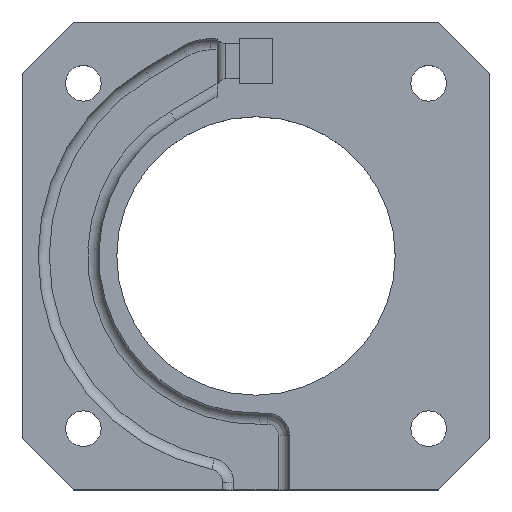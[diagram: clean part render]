
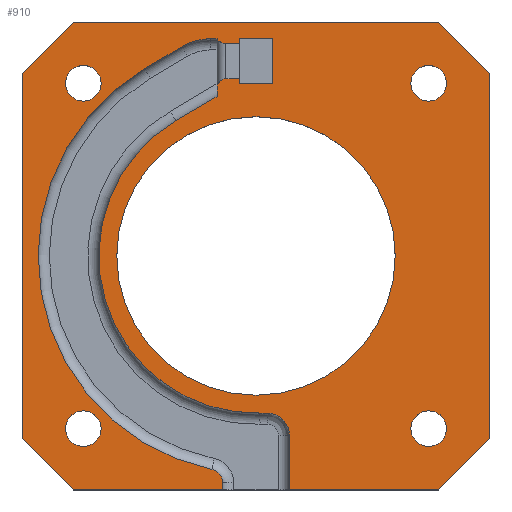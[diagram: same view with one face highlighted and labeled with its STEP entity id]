
A CAD part, top view. The second image highlights one B-rep face of the part: STEP entity #910.
In plain terms, the highlighted planar face has unit normal (0, 0, 1).
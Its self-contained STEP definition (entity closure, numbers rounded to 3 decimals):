
#15=FACE_BOUND('',#127,.T.);
#16=FACE_BOUND('',#128,.T.);
#17=FACE_BOUND('',#129,.T.);
#18=FACE_BOUND('',#130,.T.);
#19=FACE_BOUND('',#131,.T.);
#29=PLANE('',#1004);
#76=FACE_OUTER_BOUND('',#126,.T.);
#126=EDGE_LOOP('',(#689,#690,#691,#692,#693,#694,#695,#696,#697,#698,#699,
#700,#701,#702,#703,#704,#705,#706,#707,#708,#709,#710,#711,#712,#713,#714,
#715,#716,#717,#718));
#127=EDGE_LOOP('',(#719));
#128=EDGE_LOOP('',(#720));
#129=EDGE_LOOP('',(#721));
#130=EDGE_LOOP('',(#722));
#131=EDGE_LOOP('',(#723));
#189=CIRCLE('',#997,1.2);
#190=CIRCLE('',#999,19.558);
#191=CIRCLE('',#1002,5.);
#192=CIRCLE('',#1005,0.8);
#193=CIRCLE('',#1006,0.8);
#194=CIRCLE('',#1007,14.1);
#195=CIRCLE('',#1008,2.);
#196=CIRCLE('',#1009,1.6);
#197=CIRCLE('',#1010,1.6);
#198=CIRCLE('',#1011,1.6);
#199=CIRCLE('',#1012,1.6);
#200=CIRCLE('',#1013,12.5);
#222=LINE('',#1423,#312);
#227=LINE('',#1436,#317);
#231=LINE('',#1446,#321);
#232=LINE('',#1451,#322);
#233=LINE('',#1453,#323);
#234=LINE('',#1455,#324);
#235=LINE('',#1457,#325);
#236=LINE('',#1459,#326);
#237=LINE('',#1461,#327);
#238=LINE('',#1463,#328);
#239=LINE('',#1467,#329);
#240=LINE('',#1469,#330);
#241=LINE('',#1473,#331);
#242=LINE('',#1477,#332);
#243=LINE('',#1479,#333);
#244=LINE('',#1481,#334);
#245=LINE('',#1483,#335);
#246=LINE('',#1485,#336);
#247=LINE('',#1487,#337);
#248=LINE('',#1489,#338);
#249=LINE('',#1491,#339);
#250=LINE('',#1493,#340);
#251=LINE('',#1494,#341);
#312=VECTOR('',#1137,10.);
#317=VECTOR('',#1152,10.);
#321=VECTOR('',#1162,10.);
#322=VECTOR('',#1167,10.);
#323=VECTOR('',#1168,10.);
#324=VECTOR('',#1169,10.);
#325=VECTOR('',#1170,10.);
#326=VECTOR('',#1171,10.);
#327=VECTOR('',#1172,10.);
#328=VECTOR('',#1173,10.);
#329=VECTOR('',#1176,10.);
#330=VECTOR('',#1177,10.);
#331=VECTOR('',#1180,10.);
#332=VECTOR('',#1183,10.);
#333=VECTOR('',#1184,10.);
#334=VECTOR('',#1185,10.);
#335=VECTOR('',#1186,10.);
#336=VECTOR('',#1187,10.);
#337=VECTOR('',#1188,10.);
#338=VECTOR('',#1189,10.);
#339=VECTOR('',#1190,10.);
#340=VECTOR('',#1191,10.);
#341=VECTOR('',#1192,10.);
#415=VERTEX_POINT('',#1420);
#416=VERTEX_POINT('',#1422);
#417=VERTEX_POINT('',#1426);
#418=VERTEX_POINT('',#1430);
#419=VERTEX_POINT('',#1434);
#420=VERTEX_POINT('',#1438);
#422=VERTEX_POINT('',#1444);
#423=VERTEX_POINT('',#1448);
#424=VERTEX_POINT('',#1450);
#425=VERTEX_POINT('',#1452);
#426=VERTEX_POINT('',#1454);
#427=VERTEX_POINT('',#1456);
#428=VERTEX_POINT('',#1458);
#429=VERTEX_POINT('',#1460);
#430=VERTEX_POINT('',#1462);
#431=VERTEX_POINT('',#1464);
#432=VERTEX_POINT('',#1466);
#433=VERTEX_POINT('',#1468);
#434=VERTEX_POINT('',#1470);
#435=VERTEX_POINT('',#1472);
#436=VERTEX_POINT('',#1474);
#437=VERTEX_POINT('',#1476);
#438=VERTEX_POINT('',#1478);
#439=VERTEX_POINT('',#1480);
#440=VERTEX_POINT('',#1482);
#441=VERTEX_POINT('',#1484);
#442=VERTEX_POINT('',#1486);
#443=VERTEX_POINT('',#1488);
#444=VERTEX_POINT('',#1490);
#445=VERTEX_POINT('',#1492);
#446=VERTEX_POINT('',#1495);
#447=VERTEX_POINT('',#1497);
#448=VERTEX_POINT('',#1499);
#449=VERTEX_POINT('',#1501);
#450=VERTEX_POINT('',#1503);
#512=EDGE_CURVE('',#416,#415,#222,.T.);
#515=EDGE_CURVE('',#417,#415,#189,.T.);
#517=EDGE_CURVE('',#417,#418,#190,.T.);
#519=EDGE_CURVE('',#418,#419,#227,.T.);
#521=EDGE_CURVE('',#420,#419,#191,.T.);
#524=EDGE_CURVE('',#420,#422,#231,.T.);
#525=EDGE_CURVE('',#423,#422,#192,.T.);
#526=EDGE_CURVE('',#423,#424,#232,.T.);
#527=EDGE_CURVE('',#424,#425,#233,.T.);
#528=EDGE_CURVE('',#425,#426,#234,.T.);
#529=EDGE_CURVE('',#426,#427,#235,.T.);
#530=EDGE_CURVE('',#427,#428,#236,.T.);
#531=EDGE_CURVE('',#428,#429,#237,.T.);
#532=EDGE_CURVE('',#429,#430,#238,.T.);
#533=EDGE_CURVE('',#431,#430,#193,.T.);
#534=EDGE_CURVE('',#431,#432,#239,.T.);
#535=EDGE_CURVE('',#432,#433,#240,.T.);
#536=EDGE_CURVE('',#433,#434,#194,.T.);
#537=EDGE_CURVE('',#434,#435,#241,.T.);
#538=EDGE_CURVE('',#436,#435,#195,.T.);
#539=EDGE_CURVE('',#436,#437,#242,.T.);
#540=EDGE_CURVE('',#437,#438,#243,.T.);
#541=EDGE_CURVE('',#439,#438,#244,.T.);
#542=EDGE_CURVE('',#439,#440,#245,.T.);
#543=EDGE_CURVE('',#441,#440,#246,.T.);
#544=EDGE_CURVE('',#441,#442,#247,.T.);
#545=EDGE_CURVE('',#443,#442,#248,.T.);
#546=EDGE_CURVE('',#443,#444,#249,.T.);
#547=EDGE_CURVE('',#445,#444,#250,.T.);
#548=EDGE_CURVE('',#445,#416,#251,.T.);
#549=EDGE_CURVE('',#446,#446,#196,.T.);
#550=EDGE_CURVE('',#447,#447,#197,.T.);
#551=EDGE_CURVE('',#448,#448,#198,.T.);
#552=EDGE_CURVE('',#449,#449,#199,.T.);
#553=EDGE_CURVE('',#450,#450,#200,.T.);
#689=ORIENTED_EDGE('',*,*,#515,.F.);
#690=ORIENTED_EDGE('',*,*,#517,.T.);
#691=ORIENTED_EDGE('',*,*,#519,.T.);
#692=ORIENTED_EDGE('',*,*,#521,.F.);
#693=ORIENTED_EDGE('',*,*,#524,.T.);
#694=ORIENTED_EDGE('',*,*,#525,.F.);
#695=ORIENTED_EDGE('',*,*,#526,.T.);
#696=ORIENTED_EDGE('',*,*,#527,.T.);
#697=ORIENTED_EDGE('',*,*,#528,.T.);
#698=ORIENTED_EDGE('',*,*,#529,.T.);
#699=ORIENTED_EDGE('',*,*,#530,.T.);
#700=ORIENTED_EDGE('',*,*,#531,.T.);
#701=ORIENTED_EDGE('',*,*,#532,.T.);
#702=ORIENTED_EDGE('',*,*,#533,.F.);
#703=ORIENTED_EDGE('',*,*,#534,.T.);
#704=ORIENTED_EDGE('',*,*,#535,.T.);
#705=ORIENTED_EDGE('',*,*,#536,.T.);
#706=ORIENTED_EDGE('',*,*,#537,.T.);
#707=ORIENTED_EDGE('',*,*,#538,.F.);
#708=ORIENTED_EDGE('',*,*,#539,.T.);
#709=ORIENTED_EDGE('',*,*,#540,.T.);
#710=ORIENTED_EDGE('',*,*,#541,.F.);
#711=ORIENTED_EDGE('',*,*,#542,.T.);
#712=ORIENTED_EDGE('',*,*,#543,.F.);
#713=ORIENTED_EDGE('',*,*,#544,.T.);
#714=ORIENTED_EDGE('',*,*,#545,.F.);
#715=ORIENTED_EDGE('',*,*,#546,.T.);
#716=ORIENTED_EDGE('',*,*,#547,.F.);
#717=ORIENTED_EDGE('',*,*,#548,.T.);
#718=ORIENTED_EDGE('',*,*,#512,.T.);
#719=ORIENTED_EDGE('',*,*,#549,.T.);
#720=ORIENTED_EDGE('',*,*,#550,.T.);
#721=ORIENTED_EDGE('',*,*,#551,.T.);
#722=ORIENTED_EDGE('',*,*,#552,.T.);
#723=ORIENTED_EDGE('',*,*,#553,.T.);
#910=ADVANCED_FACE('',(#76,#15,#16,#17,#18,#19),#29,.T.);
#997=AXIS2_PLACEMENT_3D('',#1428,#1142,#1143);
#999=AXIS2_PLACEMENT_3D('',#1432,#1147,#1148);
#1002=AXIS2_PLACEMENT_3D('',#1440,#1156,#1157);
#1004=AXIS2_PLACEMENT_3D('',#1447,#1163,#1164);
#1005=AXIS2_PLACEMENT_3D('',#1449,#1165,#1166);
#1006=AXIS2_PLACEMENT_3D('',#1465,#1174,#1175);
#1007=AXIS2_PLACEMENT_3D('',#1471,#1178,#1179);
#1008=AXIS2_PLACEMENT_3D('',#1475,#1181,#1182);
#1009=AXIS2_PLACEMENT_3D('',#1496,#1193,#1194);
#1010=AXIS2_PLACEMENT_3D('',#1498,#1195,#1196);
#1011=AXIS2_PLACEMENT_3D('',#1500,#1197,#1198);
#1012=AXIS2_PLACEMENT_3D('',#1502,#1199,#1200);
#1013=AXIS2_PLACEMENT_3D('',#1504,#1201,#1202);
#1137=DIRECTION('',(0.,1.,0.));
#1142=DIRECTION('center_axis',(0.,0.,-1.));
#1143=DIRECTION('ref_axis',(0.775,0.632,0.));
#1147=DIRECTION('center_axis',(0.,0.,-1.));
#1148=DIRECTION('ref_axis',(1.,0.,0.));
#1152=DIRECTION('',(0.86,0.51,0.));
#1156=DIRECTION('center_axis',(0.,0.,1.));
#1157=DIRECTION('ref_axis',(-0.265,0.964,0.));
#1162=DIRECTION('',(1.,0.,0.));
#1163=DIRECTION('center_axis',(0.,0.,1.));
#1164=DIRECTION('ref_axis',(1.,0.,0.));
#1165=DIRECTION('center_axis',(0.,0.,-1.));
#1166=DIRECTION('ref_axis',(-0.866,-0.5,0.));
#1167=DIRECTION('',(1.,0.,0.));
#1168=DIRECTION('',(0.,1.,0.));
#1169=DIRECTION('',(1.,0.,0.));
#1170=DIRECTION('',(0.,-1.,0.));
#1171=DIRECTION('',(-1.,0.,0.));
#1172=DIRECTION('',(0.,1.,0.));
#1173=DIRECTION('',(-1.,0.,0.));
#1174=DIRECTION('center_axis',(0.,0.,-1.));
#1175=DIRECTION('ref_axis',(-0.707,0.707,0.));
#1176=DIRECTION('',(0.,-1.,0.));
#1177=DIRECTION('',(-0.86,-0.51,0.));
#1178=DIRECTION('center_axis',(0.,0.,1.));
#1179=DIRECTION('ref_axis',(-1.,0.,0.));
#1180=DIRECTION('',(1.,0.,0.));
#1181=DIRECTION('center_axis',(0.,0.,1.));
#1182=DIRECTION('ref_axis',(0.707,0.707,0.));
#1183=DIRECTION('',(0.,-1.,0.));
#1184=DIRECTION('',(1.,0.,0.));
#1185=DIRECTION('',(-0.707,-0.707,0.));
#1186=DIRECTION('',(0.,1.,0.));
#1187=DIRECTION('',(0.707,-0.707,0.));
#1188=DIRECTION('',(-1.,0.,0.));
#1189=DIRECTION('',(0.707,0.707,0.));
#1190=DIRECTION('',(0.,-1.,0.));
#1191=DIRECTION('',(-0.707,0.707,0.));
#1192=DIRECTION('',(1.,0.,0.));
#1193=DIRECTION('center_axis',(0.,0.,-1.));
#1194=DIRECTION('ref_axis',(-1.,0.,0.));
#1195=DIRECTION('center_axis',(0.,0.,-1.));
#1196=DIRECTION('ref_axis',(-1.,0.,0.));
#1197=DIRECTION('center_axis',(0.,0.,-1.));
#1198=DIRECTION('ref_axis',(-1.,0.,0.));
#1199=DIRECTION('center_axis',(0.,0.,-1.));
#1200=DIRECTION('ref_axis',(-1.,0.,0.));
#1201=DIRECTION('center_axis',(0.,0.,-1.));
#1202=DIRECTION('ref_axis',(-1.,0.,0.));
#1420=CARTESIAN_POINT('',(18.,0.668,4.));
#1422=CARTESIAN_POINT('',(18.,0.,4.));
#1423=CARTESIAN_POINT('',(18.,10.5,4.));
#1426=CARTESIAN_POINT('',(17.043,1.843,4.));
#1428=CARTESIAN_POINT('Origin',(16.8,0.668,4.));
#1430=CARTESIAN_POINT('',(11.022,37.816,4.));
#1432=CARTESIAN_POINT('Origin',(21.001,20.996,4.));
#1434=CARTESIAN_POINT('',(14.366,39.8,4.));
#1436=CARTESIAN_POINT('',(11.022,37.816,4.));
#1438=CARTESIAN_POINT('',(16.918,40.5,4.));
#1440=CARTESIAN_POINT('Origin',(16.918,35.5,4.));
#1444=CARTESIAN_POINT('',(17.5,40.5,4.));
#1446=CARTESIAN_POINT('',(18.273,40.5,4.));
#1447=CARTESIAN_POINT('Origin',(21.,21.,4.));
#1448=CARTESIAN_POINT('',(18.193,40.1,4.));
#1449=CARTESIAN_POINT('Origin',(18.193,40.9,4.));
#1450=CARTESIAN_POINT('',(19.5,40.1,4.));
#1451=CARTESIAN_POINT('',(19.25,40.1,4.));
#1452=CARTESIAN_POINT('',(19.5,40.5,4.));
#1453=CARTESIAN_POINT('',(19.5,28.75,4.));
#1454=CARTESIAN_POINT('',(22.5,40.5,4.));
#1455=CARTESIAN_POINT('',(20.25,40.5,4.));
#1456=CARTESIAN_POINT('',(22.5,36.5,4.));
#1457=CARTESIAN_POINT('',(22.5,30.75,4.));
#1458=CARTESIAN_POINT('',(19.5,36.5,4.));
#1459=CARTESIAN_POINT('',(21.75,36.5,4.));
#1460=CARTESIAN_POINT('',(19.5,36.9,4.));
#1461=CARTESIAN_POINT('',(19.5,28.75,4.));
#1462=CARTESIAN_POINT('',(18.3,36.9,4.));
#1463=CARTESIAN_POINT('',(20.25,36.9,4.));
#1464=CARTESIAN_POINT('',(17.5,36.1,4.));
#1465=CARTESIAN_POINT('Origin',(18.3,36.1,4.));
#1466=CARTESIAN_POINT('',(17.5,35.313,4.));
#1467=CARTESIAN_POINT('',(17.5,30.75,4.));
#1468=CARTESIAN_POINT('',(13.806,33.122,4.));
#1469=CARTESIAN_POINT('',(15.654,34.218,4.));
#1470=CARTESIAN_POINT('',(21.35,6.9,4.));
#1471=CARTESIAN_POINT('Origin',(21.001,20.996,4.));
#1472=CARTESIAN_POINT('',(22.,6.9,4.));
#1473=CARTESIAN_POINT('',(21.175,6.9,4.));
#1474=CARTESIAN_POINT('',(24.,4.9,4.));
#1475=CARTESIAN_POINT('Origin',(22.,4.9,4.));
#1476=CARTESIAN_POINT('',(24.,0.,4.));
#1477=CARTESIAN_POINT('',(24.,13.95,4.));
#1478=CARTESIAN_POINT('',(37.4,0.,4.));
#1479=CARTESIAN_POINT('',(0.,0.,4.));
#1480=CARTESIAN_POINT('',(42.,4.6,4.));
#1481=CARTESIAN_POINT('',(39.7,2.3,4.));
#1482=CARTESIAN_POINT('',(42.,37.4,4.));
#1483=CARTESIAN_POINT('',(42.,0.,4.));
#1484=CARTESIAN_POINT('',(37.4,42.,4.));
#1485=CARTESIAN_POINT('',(39.7,39.7,4.));
#1486=CARTESIAN_POINT('',(4.6,42.,4.));
#1487=CARTESIAN_POINT('',(42.,42.,4.));
#1488=CARTESIAN_POINT('',(0.,37.4,4.));
#1489=CARTESIAN_POINT('',(2.3,39.7,4.));
#1490=CARTESIAN_POINT('',(0.,4.6,4.));
#1491=CARTESIAN_POINT('',(0.,42.,4.));
#1492=CARTESIAN_POINT('',(4.6,0.,4.));
#1493=CARTESIAN_POINT('',(2.3,2.3,4.));
#1494=CARTESIAN_POINT('',(0.,0.,4.));
#1495=CARTESIAN_POINT('',(7.1,36.5,4.));
#1496=CARTESIAN_POINT('Origin',(5.5,36.5,4.));
#1497=CARTESIAN_POINT('',(7.1,5.5,4.));
#1498=CARTESIAN_POINT('Origin',(5.5,5.5,4.));
#1499=CARTESIAN_POINT('',(38.1,36.5,4.));
#1500=CARTESIAN_POINT('Origin',(36.5,36.5,4.));
#1501=CARTESIAN_POINT('',(38.1,5.5,4.));
#1502=CARTESIAN_POINT('Origin',(36.5,5.5,4.));
#1503=CARTESIAN_POINT('',(33.5,21.,4.));
#1504=CARTESIAN_POINT('Origin',(21.,21.,4.));
